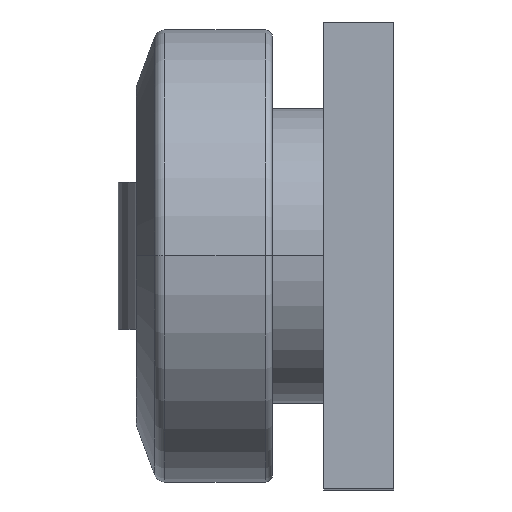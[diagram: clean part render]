
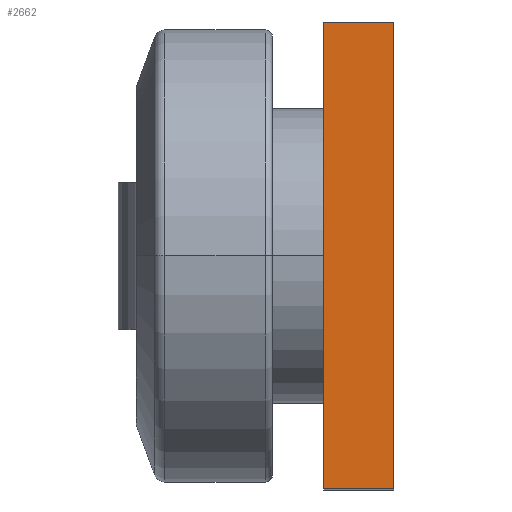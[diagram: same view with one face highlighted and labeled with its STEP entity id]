
A CAD part, top view. The second image highlights one B-rep face of the part: STEP entity #2662.
In plain terms, the highlighted planar face has unit normal (0, 0, 1).
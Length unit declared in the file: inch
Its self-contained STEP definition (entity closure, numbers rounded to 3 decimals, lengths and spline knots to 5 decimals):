
#243 = VECTOR ( 'NONE', #639, 39.37008 ) ;
#291 = VERTEX_POINT ( 'NONE', #293 ) ;
#293 = CARTESIAN_POINT ( 'NONE',  ( 2.362, 2.5, 3.54331 ) ) ;
#355 = EDGE_LOOP ( 'NONE', ( #3482, #5084, #1362, #4647 ) ) ;
#378 = VERTEX_POINT ( 'NONE', #5348 ) ;
#548 = CARTESIAN_POINT ( 'NONE',  ( 3.112, -2.5, 3.54331 ) ) ;
#639 = DIRECTION ( 'NONE',  ( 1., 0., 0. ) ) ;
#972 = CARTESIAN_POINT ( 'NONE',  ( 2.362, -2.5, 3.54331 ) ) ;
#1030 = EDGE_CURVE ( 'NONE', #291, #1316, #5105, .T. ) ;
#1314 = EDGE_CURVE ( 'NONE', #1316, #378, #3512, .T. ) ;
#1316 = VERTEX_POINT ( 'NONE', #972 ) ;
#1362 = ORIENTED_EDGE ( 'NONE', *, *, #2804, .T. ) ;
#1479 = EDGE_CURVE ( 'NONE', #378, #4017, #3685, .T. ) ;
#1491 = VECTOR ( 'NONE', #2559, 39.37008 ) ;
#1871 = CARTESIAN_POINT ( 'NONE',  ( 2.362, -2.5, 3.54331 ) ) ;
#2092 = VECTOR ( 'NONE', #2742, 39.37008 ) ;
#2134 = CARTESIAN_POINT ( 'NONE',  ( 3.112, 2.5, 3.54331 ) ) ;
#2559 = DIRECTION ( 'NONE',  ( -1., 0., 0. ) ) ;
#2662 = ADVANCED_FACE ( 'NONE', ( #5247 ), #4354, .F. ) ;
#2742 = DIRECTION ( 'NONE',  ( 0., 1., 0. ) ) ;
#2804 = EDGE_CURVE ( 'NONE', #4017, #291, #5019, .T. ) ;
#3050 = DIRECTION ( 'NONE',  ( 0., -1., 0. ) ) ;
#3277 = CARTESIAN_POINT ( 'NONE',  ( 3.112, -2.5, 3.54331 ) ) ;
#3299 = VECTOR ( 'NONE', #3050, 39.37008 ) ;
#3422 = CARTESIAN_POINT ( 'NONE',  ( 2.362, -2.5, 3.54331 ) ) ;
#3482 = ORIENTED_EDGE ( 'NONE', *, *, #1314, .T. ) ;
#3512 = LINE ( 'NONE', #548, #243 ) ;
#3685 = LINE ( 'NONE', #3277, #2092 ) ;
#4017 = VERTEX_POINT ( 'NONE', #5270 ) ;
#4044 = AXIS2_PLACEMENT_3D ( 'NONE', #1871, #5193, #5170 ) ;
#4354 = PLANE ( 'NONE',  #4044 ) ;
#4647 = ORIENTED_EDGE ( 'NONE', *, *, #1030, .T. ) ;
#5019 = LINE ( 'NONE', #2134, #1491 ) ;
#5084 = ORIENTED_EDGE ( 'NONE', *, *, #1479, .T. ) ;
#5105 = LINE ( 'NONE', #3422, #3299 ) ;
#5170 = DIRECTION ( 'NONE',  ( 0., -1., 0. ) ) ;
#5193 = DIRECTION ( 'NONE',  ( 0., 0., -1. ) ) ;
#5247 = FACE_OUTER_BOUND ( 'NONE', #355, .T. ) ;
#5270 = CARTESIAN_POINT ( 'NONE',  ( 3.112, 2.5, 3.54331 ) ) ;
#5348 = CARTESIAN_POINT ( 'NONE',  ( 3.112, -2.5, 3.54331 ) ) ;
